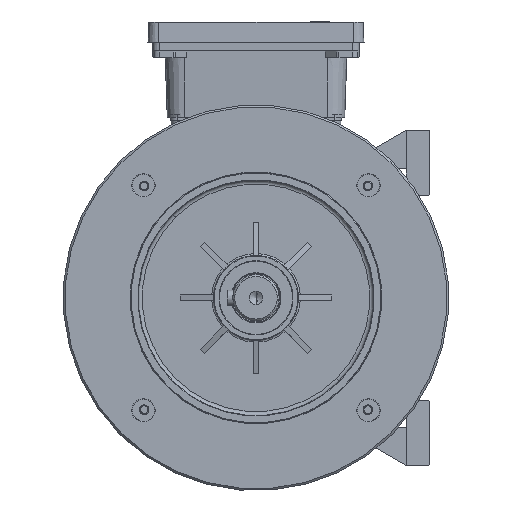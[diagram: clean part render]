
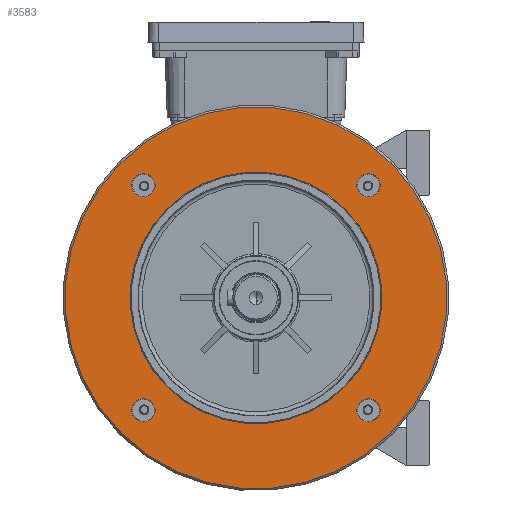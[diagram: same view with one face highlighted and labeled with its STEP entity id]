
A CAD part, left-side view. The second image highlights one B-rep face of the part: STEP entity #3583.
In plain terms, the highlighted face is planar.
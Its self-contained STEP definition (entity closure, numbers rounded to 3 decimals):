
#1398 = EDGE_LOOP ( 'NONE', ( #23600, #25149 ) ) ;
#3029 = EDGE_LOOP ( 'NONE', ( #46452, #31584 ) ) ;
#3583 = ADVANCED_FACE ( 'NONE', ( #13864, #31455, #65074, #74355, #86271, #23824 ), #64401, .T. ) ;
#6196 = VERTEX_POINT ( 'NONE', #8001 ) ;
#6391 = CIRCLE ( 'NONE', #80735, 65.25 ) ;
#7646 = VERTEX_POINT ( 'NONE', #74626 ) ;
#8001 = CARTESIAN_POINT ( 'NONE',  ( 3., 0., 88.5 ) ) ;
#10401 = CARTESIAN_POINT ( 'NONE',  ( 3., 0., 99. ) ) ;
#11231 = CARTESIAN_POINT ( 'NONE',  ( 3., 82.5, 6. ) ) ;
#11237 = DIRECTION ( 'NONE',  ( 0., 0., -1. ) ) ;
#11266 = AXIS2_PLACEMENT_3D ( 'NONE', #103762, #43948, #53258 ) ;
#11875 = CARTESIAN_POINT ( 'NONE',  ( 3., 0., 0. ) ) ;
#12101 = VERTEX_POINT ( 'NONE', #11231 ) ;
#13864 = FACE_BOUND ( 'NONE', #3029, .T. ) ;
#14097 = CIRCLE ( 'NONE', #96765, 99. ) ;
#14236 = CIRCLE ( 'NONE', #114009, 65.25 ) ;
#14536 = DIRECTION ( 'NONE',  ( 1., 0., 0. ) ) ;
#15244 = DIRECTION ( 'NONE',  ( -1., 0., 0. ) ) ;
#16864 = VERTEX_POINT ( 'NONE', #31909 ) ;
#17772 = ORIENTED_EDGE ( 'NONE', *, *, #103473, .T. ) ;
#18630 = ORIENTED_EDGE ( 'NONE', *, *, #53788, .T. ) ;
#23600 = ORIENTED_EDGE ( 'NONE', *, *, #43189, .T. ) ;
#23665 = CIRCLE ( 'NONE', #42728, 6. ) ;
#23824 = FACE_OUTER_BOUND ( 'NONE', #112242, .T. ) ;
#25149 = ORIENTED_EDGE ( 'NONE', *, *, #95552, .T. ) ;
#26291 = ORIENTED_EDGE ( 'NONE', *, *, #40451, .T. ) ;
#29226 = VERTEX_POINT ( 'NONE', #127648 ) ;
#29892 = DIRECTION ( 'NONE',  ( 0., 0., -1. ) ) ;
#30907 = DIRECTION ( 'NONE',  ( 0., 0., -1. ) ) ;
#31455 = FACE_BOUND ( 'NONE', #48166, .T. ) ;
#31584 = ORIENTED_EDGE ( 'NONE', *, *, #49074, .T. ) ;
#31909 = CARTESIAN_POINT ( 'NONE',  ( 3., 0., 65.25 ) ) ;
#33628 = CARTESIAN_POINT ( 'NONE',  ( 3., 0., -99. ) ) ;
#33760 = EDGE_CURVE ( 'NONE', #6196, #97560, #111804, .T. ) ;
#34634 = DIRECTION ( 'NONE',  ( 0., 0., -1. ) ) ;
#38257 = EDGE_CURVE ( 'NONE', #29226, #12101, #118257, .T. ) ;
#38926 = CIRCLE ( 'NONE', #11266, 6. ) ;
#39142 = AXIS2_PLACEMENT_3D ( 'NONE', #42734, #95775, #55339 ) ;
#39631 = CIRCLE ( 'NONE', #113821, 6. ) ;
#40172 = EDGE_CURVE ( 'NONE', #12101, #29226, #58237, .T. ) ;
#40451 = EDGE_CURVE ( 'NONE', #97560, #6196, #70946, .T. ) ;
#40708 = EDGE_LOOP ( 'NONE', ( #26291, #45426 ) ) ;
#41209 = AXIS2_PLACEMENT_3D ( 'NONE', #100264, #120879, #29892 ) ;
#41942 = CARTESIAN_POINT ( 'NONE',  ( 3., 82.5, 0. ) ) ;
#42728 = AXIS2_PLACEMENT_3D ( 'NONE', #47762, #77683, #87584 ) ;
#42734 = CARTESIAN_POINT ( 'NONE',  ( 3., 0., 82.5 ) ) ;
#43044 = DIRECTION ( 'NONE',  ( -1., 0., 0. ) ) ;
#43189 = EDGE_CURVE ( 'NONE', #16864, #99390, #14236, .T. ) ;
#43796 = DIRECTION ( 'NONE',  ( 0., 0., -1. ) ) ;
#43948 = DIRECTION ( 'NONE',  ( -1., 0., 0. ) ) ;
#44296 = ORIENTED_EDGE ( 'NONE', *, *, #38257, .T. ) ;
#45086 = CARTESIAN_POINT ( 'NONE',  ( 3., 0., 0. ) ) ;
#45426 = ORIENTED_EDGE ( 'NONE', *, *, #33760, .T. ) ;
#46452 = ORIENTED_EDGE ( 'NONE', *, *, #105813, .T. ) ;
#47762 = CARTESIAN_POINT ( 'NONE',  ( 3., -82.5, 0. ) ) ;
#48166 = EDGE_LOOP ( 'NONE', ( #77701, #107353 ) ) ;
#49074 = EDGE_CURVE ( 'NONE', #7646, #57867, #39631, .T. ) ;
#51436 = CARTESIAN_POINT ( 'NONE',  ( 3., 0., 76.5 ) ) ;
#51736 = CARTESIAN_POINT ( 'NONE',  ( 3., 0., -88.5 ) ) ;
#52126 = DIRECTION ( 'NONE',  ( 1., 0., 0. ) ) ;
#53209 = DIRECTION ( 'NONE',  ( -1., 0., 0. ) ) ;
#53258 = DIRECTION ( 'NONE',  ( 0., 0., -1. ) ) ;
#53788 = EDGE_CURVE ( 'NONE', #77175, #57272, #14097, .T. ) ;
#54382 = DIRECTION ( 'NONE',  ( 1., 0., 0. ) ) ;
#55339 = DIRECTION ( 'NONE',  ( 0., 0., -1. ) ) ;
#55797 = DIRECTION ( 'NONE',  ( 0., 0., -1. ) ) ;
#57272 = VERTEX_POINT ( 'NONE', #33628 ) ;
#57867 = VERTEX_POINT ( 'NONE', #114167 ) ;
#58237 = CIRCLE ( 'NONE', #41209, 6. ) ;
#59122 = EDGE_CURVE ( 'NONE', #99291, #113877, #38926, .T. ) ;
#61521 = EDGE_LOOP ( 'NONE', ( #44296, #74177 ) ) ;
#62014 = DIRECTION ( 'NONE',  ( 0., 0., -1. ) ) ;
#62933 = CIRCLE ( 'NONE', #126502, 6. ) ;
#63556 = AXIS2_PLACEMENT_3D ( 'NONE', #100620, #52126, #30907 ) ;
#64401 = PLANE ( 'NONE',  #86080 ) ;
#64560 = DIRECTION ( 'NONE',  ( -1., 0., 0. ) ) ;
#65074 = FACE_BOUND ( 'NONE', #61521, .T. ) ;
#65149 = AXIS2_PLACEMENT_3D ( 'NONE', #122417, #71967, #62014 ) ;
#70946 = CIRCLE ( 'NONE', #39142, 6. ) ;
#71967 = DIRECTION ( 'NONE',  ( -1., 0., 0. ) ) ;
#74177 = ORIENTED_EDGE ( 'NONE', *, *, #40172, .T. ) ;
#74355 = FACE_BOUND ( 'NONE', #40708, .T. ) ;
#74455 = DIRECTION ( 'NONE',  ( 0., 0., -1. ) ) ;
#74626 = CARTESIAN_POINT ( 'NONE',  ( 3., -82.5, 6. ) ) ;
#76505 = CARTESIAN_POINT ( 'NONE',  ( 3., 0., -82.5 ) ) ;
#77175 = VERTEX_POINT ( 'NONE', #10401 ) ;
#77683 = DIRECTION ( 'NONE',  ( -1., 0., 0. ) ) ;
#77701 = ORIENTED_EDGE ( 'NONE', *, *, #121988, .T. ) ;
#80735 = AXIS2_PLACEMENT_3D ( 'NONE', #106275, #15244, #55797 ) ;
#86080 = AXIS2_PLACEMENT_3D ( 'NONE', #104887, #14536, #95515 ) ;
#86271 = FACE_BOUND ( 'NONE', #1398, .T. ) ;
#87584 = DIRECTION ( 'NONE',  ( 0., 0., -1. ) ) ;
#90381 = AXIS2_PLACEMENT_3D ( 'NONE', #41942, #53209, #74455 ) ;
#91111 = CIRCLE ( 'NONE', #63556, 99. ) ;
#94414 = CARTESIAN_POINT ( 'NONE',  ( 3., 0., -65.25 ) ) ;
#95515 = DIRECTION ( 'NONE',  ( 0., 0., -1. ) ) ;
#95552 = EDGE_CURVE ( 'NONE', #99390, #16864, #6391, .T. ) ;
#95775 = DIRECTION ( 'NONE',  ( -1., 0., 0. ) ) ;
#96765 = AXIS2_PLACEMENT_3D ( 'NONE', #11875, #54382, #11237 ) ;
#97560 = VERTEX_POINT ( 'NONE', #51436 ) ;
#99291 = VERTEX_POINT ( 'NONE', #110702 ) ;
#99390 = VERTEX_POINT ( 'NONE', #94414 ) ;
#100264 = CARTESIAN_POINT ( 'NONE',  ( 3., 82.5, 0. ) ) ;
#100620 = CARTESIAN_POINT ( 'NONE',  ( 3., 0., 0. ) ) ;
#103473 = EDGE_CURVE ( 'NONE', #57272, #77175, #91111, .T. ) ;
#103762 = CARTESIAN_POINT ( 'NONE',  ( 3., 0., -82.5 ) ) ;
#104887 = CARTESIAN_POINT ( 'NONE',  ( 3., 100., 0. ) ) ;
#105593 = DIRECTION ( 'NONE',  ( -1., 0., 0. ) ) ;
#105813 = EDGE_CURVE ( 'NONE', #57867, #7646, #23665, .T. ) ;
#106275 = CARTESIAN_POINT ( 'NONE',  ( 3., 0., 0. ) ) ;
#106801 = CARTESIAN_POINT ( 'NONE',  ( 3., -82.5, 0. ) ) ;
#107353 = ORIENTED_EDGE ( 'NONE', *, *, #59122, .T. ) ;
#110702 = CARTESIAN_POINT ( 'NONE',  ( 3., 0., -76.5 ) ) ;
#111804 = CIRCLE ( 'NONE', #65149, 6. ) ;
#112242 = EDGE_LOOP ( 'NONE', ( #18630, #17772 ) ) ;
#113821 = AXIS2_PLACEMENT_3D ( 'NONE', #106801, #43044, #124082 ) ;
#113877 = VERTEX_POINT ( 'NONE', #51736 ) ;
#114009 = AXIS2_PLACEMENT_3D ( 'NONE', #45086, #105593, #43796 ) ;
#114167 = CARTESIAN_POINT ( 'NONE',  ( 3., -82.5, -6. ) ) ;
#118257 = CIRCLE ( 'NONE', #90381, 6. ) ;
#120879 = DIRECTION ( 'NONE',  ( -1., 0., 0. ) ) ;
#121988 = EDGE_CURVE ( 'NONE', #113877, #99291, #62933, .T. ) ;
#122417 = CARTESIAN_POINT ( 'NONE',  ( 3., 0., 82.5 ) ) ;
#124082 = DIRECTION ( 'NONE',  ( 0., 0., -1. ) ) ;
#126502 = AXIS2_PLACEMENT_3D ( 'NONE', #76505, #64560, #34634 ) ;
#127648 = CARTESIAN_POINT ( 'NONE',  ( 3., 82.5, -6. ) ) ;
